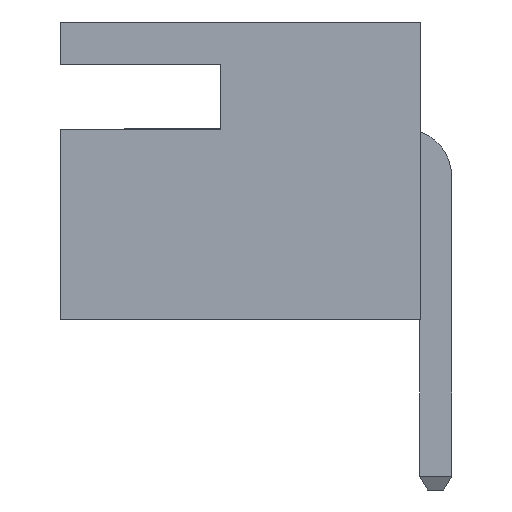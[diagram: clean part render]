
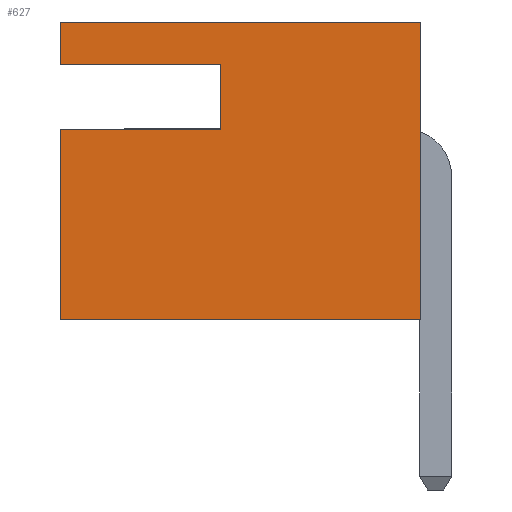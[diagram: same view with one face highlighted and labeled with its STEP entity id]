
A CAD part, left-side view. The second image highlights one B-rep face of the part: STEP entity #627.
In plain terms, the highlighted planar face has unit normal (-1, 0, 0).
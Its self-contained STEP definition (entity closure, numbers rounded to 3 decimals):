
#627=ADVANCED_FACE('',(#1296),#1298,.T.);
#1296=FACE_BOUND('',#1297,.T.);
#1297=EDGE_LOOP('',(#1834,#1835,#1836,#1837,#1838,#1839,#1840,#1841));
#1298=PLANE('',#1299);
#1299=AXIS2_PLACEMENT_3D('',#1300,#1301,#1302);
#1300=CARTESIAN_POINT('',(-2.55,0.,0.));
#1301=DIRECTION('',(-1.,0.,0.));
#1302=DIRECTION('',(0.,0.,-1.));
#1834=ORIENTED_EDGE('',*,*,#2197,.T.);
#1835=ORIENTED_EDGE('',*,*,#2198,.T.);
#1836=ORIENTED_EDGE('',*,*,#2117,.T.);
#1837=ORIENTED_EDGE('',*,*,#2199,.T.);
#1838=ORIENTED_EDGE('',*,*,#2089,.T.);
#1839=ORIENTED_EDGE('',*,*,#2196,.T.);
#1840=ORIENTED_EDGE('',*,*,#2200,.T.);
#1841=ORIENTED_EDGE('',*,*,#2201,.T.);
#2089=EDGE_CURVE('',#2348,#2346,#2349,.T.);
#2117=EDGE_CURVE('',#2398,#2396,#2399,.T.);
#2196=EDGE_CURVE('',#2346,#2518,#2520,.T.);
#2197=EDGE_CURVE('',#2521,#2522,#2523,.F.);
#2198=EDGE_CURVE('',#2522,#2398,#2524,.T.);
#2199=EDGE_CURVE('',#2396,#2348,#2525,.T.);
#2200=EDGE_CURVE('',#2518,#2526,#2527,.F.);
#2201=EDGE_CURVE('',#2526,#2521,#2528,.F.);
#2346=VERTEX_POINT('',#2781);
#2348=VERTEX_POINT('',#2785);
#2349=LINE('',#2786,#2787);
#2396=VERTEX_POINT('',#2887);
#2398=VERTEX_POINT('',#2891);
#2399=LINE('',#2892,#2893);
#2518=VERTEX_POINT('',#3167);
#2520=LINE('',#3171,#3172);
#2521=VERTEX_POINT('',#3174);
#2522=VERTEX_POINT('',#3175);
#2523=LINE('',#3176,#3177);
#2524=LINE('',#3179,#3180);
#2525=LINE('',#3182,#3183);
#2526=VERTEX_POINT('',#3185);
#2527=LINE('',#3186,#3187);
#2528=LINE('',#3189,#3190);
#2781=CARTESIAN_POINT('',(-2.55,7.5,5.95));
#2785=CARTESIAN_POINT('',(-2.55,0.3,5.95));
#2786=CARTESIAN_POINT('',(-2.55,0.3,5.95));
#2787=VECTOR('',#2788,1.);
#2788=DIRECTION('',(0.,1.,0.));
#2887=CARTESIAN_POINT('',(-2.55,0.3,0.));
#2891=CARTESIAN_POINT('',(-2.55,7.5,0.));
#2892=CARTESIAN_POINT('',(-2.55,7.5,0.));
#2893=VECTOR('',#2894,1.);
#2894=DIRECTION('',(0.,-1.,0.));
#3167=CARTESIAN_POINT('',(-2.55,7.5,5.1));
#3171=CARTESIAN_POINT('',(-2.55,7.5,5.95));
#3172=VECTOR('',#3173,1.);
#3173=DIRECTION('',(0.,0.,-1.));
#3174=CARTESIAN_POINT('',(-2.55,4.3,3.8));
#3175=CARTESIAN_POINT('',(-2.55,7.5,3.8));
#3176=CARTESIAN_POINT('',(-2.55,7.5,3.8));
#3177=VECTOR('',#3178,1.);
#3178=DIRECTION('',(0.,-1.,0.));
#3179=CARTESIAN_POINT('',(-2.55,7.5,3.8));
#3180=VECTOR('',#3181,1.);
#3181=DIRECTION('',(0.,0.,-1.));
#3182=CARTESIAN_POINT('',(-2.55,0.3,0.));
#3183=VECTOR('',#3184,1.);
#3184=DIRECTION('',(0.,0.,1.));
#3185=CARTESIAN_POINT('',(-2.55,4.3,5.1));
#3186=CARTESIAN_POINT('',(-2.55,4.3,5.1));
#3187=VECTOR('',#3188,1.);
#3188=DIRECTION('',(0.,1.,0.));
#3189=CARTESIAN_POINT('',(-2.55,4.3,3.8));
#3190=VECTOR('',#3191,1.);
#3191=DIRECTION('',(0.,0.,1.));
